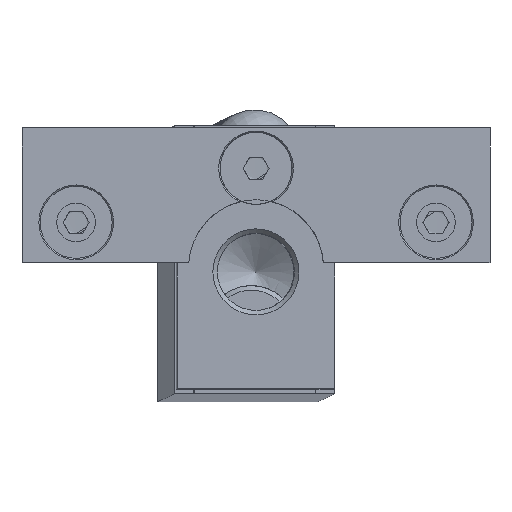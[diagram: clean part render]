
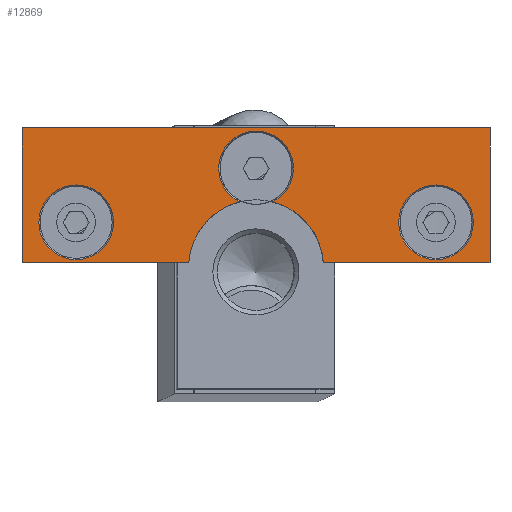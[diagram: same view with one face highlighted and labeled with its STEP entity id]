
A CAD part, top view. The second image highlights one B-rep face of the part: STEP entity #12869.
In plain terms, the highlighted planar face has unit normal (0.004, 0, 1).
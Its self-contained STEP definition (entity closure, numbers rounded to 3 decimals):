
#398=FACE_BOUND('',#3097,.T.);
#399=FACE_BOUND('',#3098,.T.);
#649=PLANE('',#14196);
#1021=LINE('',#22184,#1549);
#1022=LINE('',#22186,#1550);
#1023=LINE('',#22188,#1551);
#1024=LINE('',#22190,#1552);
#1025=LINE('',#22191,#1553);
#1549=VECTOR('',#17121,10.);
#1550=VECTOR('',#17122,10.);
#1551=VECTOR('',#17123,10.);
#1552=VECTOR('',#17124,10.);
#1553=VECTOR('',#17125,10.);
#2411=FACE_OUTER_BOUND('',#3096,.T.);
#3096=EDGE_LOOP('',(#9675,#9676,#9677,#9678,#9679,#9680,#9681,#9682));
#3097=EDGE_LOOP('',(#9683));
#3098=EDGE_LOOP('',(#9684));
#4120=CIRCLE('',#14163,7.5);
#4122=CIRCLE('',#14165,7.5);
#4136=CIRCLE('',#14195,4.15);
#4137=CIRCLE('',#14197,4.15);
#4138=CIRCLE('',#14198,4.15);
#5383=VERTEX_POINT('',#22049);
#5384=VERTEX_POINT('',#22054);
#5387=VERTEX_POINT('',#22060);
#5388=VERTEX_POINT('',#22062);
#5424=VERTEX_POINT('',#22178);
#5425=VERTEX_POINT('',#22183);
#5426=VERTEX_POINT('',#22185);
#5427=VERTEX_POINT('',#22187);
#5428=VERTEX_POINT('',#22189);
#5429=VERTEX_POINT('',#22192);
#7002=EDGE_CURVE('',#5384,#5383,#4120,.T.);
#7006=EDGE_CURVE('',#5388,#5387,#4122,.T.);
#7053=EDGE_CURVE('',#5424,#5424,#4136,.T.);
#7055=EDGE_CURVE('',#5388,#5383,#4137,.T.);
#7056=EDGE_CURVE('',#5387,#5425,#1021,.T.);
#7057=EDGE_CURVE('',#5425,#5426,#1022,.T.);
#7058=EDGE_CURVE('',#5426,#5427,#1023,.T.);
#7059=EDGE_CURVE('',#5427,#5428,#1024,.T.);
#7060=EDGE_CURVE('',#5428,#5384,#1025,.T.);
#7061=EDGE_CURVE('',#5429,#5429,#4138,.T.);
#9675=ORIENTED_EDGE('',*,*,#7055,.F.);
#9676=ORIENTED_EDGE('',*,*,#7006,.T.);
#9677=ORIENTED_EDGE('',*,*,#7056,.T.);
#9678=ORIENTED_EDGE('',*,*,#7057,.T.);
#9679=ORIENTED_EDGE('',*,*,#7058,.T.);
#9680=ORIENTED_EDGE('',*,*,#7059,.T.);
#9681=ORIENTED_EDGE('',*,*,#7060,.T.);
#9682=ORIENTED_EDGE('',*,*,#7002,.T.);
#9683=ORIENTED_EDGE('',*,*,#7061,.F.);
#9684=ORIENTED_EDGE('',*,*,#7053,.F.);
#12869=ADVANCED_FACE('',(#2411,#398,#399),#649,.T.);
#14163=AXIS2_PLACEMENT_3D('',#22055,#17023,#17024);
#14165=AXIS2_PLACEMENT_3D('',#22063,#17029,#17030);
#14195=AXIS2_PLACEMENT_3D('',#22179,#17114,#17115);
#14196=AXIS2_PLACEMENT_3D('',#22181,#17117,#17118);
#14197=AXIS2_PLACEMENT_3D('',#22182,#17119,#17120);
#14198=AXIS2_PLACEMENT_3D('',#22193,#17126,#17127);
#17023=DIRECTION('center_axis',(-0.004,0.,
-1.));
#17024=DIRECTION('ref_axis',(0.998,0.067,-0.004));
#17029=DIRECTION('center_axis',(-0.004,0.,
-1.));
#17030=DIRECTION('ref_axis',(0.998,0.067,-0.004));
#17114=DIRECTION('center_axis',(0.004,0.,
1.));
#17115=DIRECTION('ref_axis',(-1.,0.,0.004));
#17117=DIRECTION('center_axis',(0.004,0.,
1.));
#17118=DIRECTION('ref_axis',(1.,0.,-0.004));
#17119=DIRECTION('center_axis',(0.004,0.,
1.));
#17120=DIRECTION('ref_axis',(-1.,0.,0.004));
#17121=DIRECTION('',(1.,0.,-0.004));
#17122=DIRECTION('',(0.,1.,0.));
#17123=DIRECTION('',(-1.,0.,0.004));
#17124=DIRECTION('',(0.,-1.,0.));
#17125=DIRECTION('',(1.,0.,-0.004));
#17126=DIRECTION('center_axis',(0.004,0.,
1.));
#17127=DIRECTION('ref_axis',(-1.,0.,0.004));
#22049=CARTESIAN_POINT('',(-26.848,4.47,185.577));
#22054=CARTESIAN_POINT('',(-32.504,-2.304,185.598));
#22055=CARTESIAN_POINT('Origin',(-25.021,-2.804,185.57));
#22060=CARTESIAN_POINT('',(-17.537,-2.304,185.542));
#22062=CARTESIAN_POINT('',(-23.193,4.47,185.563));
#22063=CARTESIAN_POINT('Origin',(-25.021,-2.804,185.57));
#22178=CARTESIAN_POINT('',(-0.871,2.196,185.479));
#22179=CARTESIAN_POINT('Origin',(-5.021,2.196,185.495));
#22181=CARTESIAN_POINT('Origin',(-25.021,5.645,185.57));
#22182=CARTESIAN_POINT('Origin',(-25.021,8.196,185.57));
#22183=CARTESIAN_POINT('',(0.979,-2.304,185.472));
#22184=CARTESIAN_POINT('',(0.979,-2.304,185.472));
#22185=CARTESIAN_POINT('',(0.979,12.696,185.472));
#22186=CARTESIAN_POINT('',(0.979,12.696,185.472));
#22187=CARTESIAN_POINT('',(-51.02,12.696,185.669));
#22188=CARTESIAN_POINT('',(-51.02,12.696,185.669));
#22189=CARTESIAN_POINT('',(-51.02,-2.304,185.669));
#22190=CARTESIAN_POINT('',(-51.02,-2.304,185.669));
#22191=CARTESIAN_POINT('',(-32.504,-2.304,185.598));
#22192=CARTESIAN_POINT('',(-40.87,2.196,185.63));
#22193=CARTESIAN_POINT('Origin',(-45.02,2.196,185.646));
